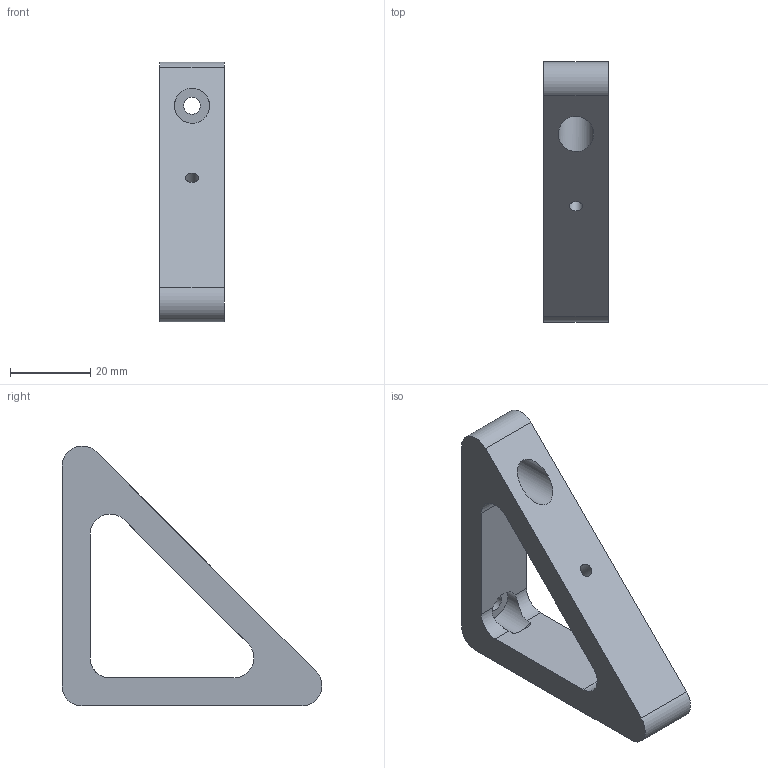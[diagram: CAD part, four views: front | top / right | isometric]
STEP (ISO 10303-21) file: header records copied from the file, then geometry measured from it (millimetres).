
FILE_DESCRIPTION(('FreeCAD Model'),'2;1');
FILE_NAME('Open CASCADE Shape Model','2022-04-22T18:56:14',('Author'),( ''),'Open CASCADE STEP processor 7.5','FreeCAD','Unknown');
FILE_SCHEMA(('AUTOMOTIVE_DESIGN { 1 0 10303 214 1 1 1 1 }'));
Length unit declared in the file: millimetre
Products named in the file (1): lcd.stand
Bounding box: 16 x 64.92 x 64.92 mm (x, y, z)
Volume: 21706.8 mm3; surface area: 9188.3 mm2
Topology: 1 solids, 1 shells, 31 faces, 81 edges, 54 vertices
Faces by surface type: plane 18, cylinder 12, torus 1
Full cylindrical faces by diameter (mm): 3.2 x1, 4.2 x2, 8.8 x2
Entity records: 2401 total; most frequent: CARTESIAN_POINT 766, DIRECTION 291, ORIENTED_EDGE 162, LINE 162, VECTOR 162, PCURVE 162, DEFINITIONAL_REPRESENTATION 162, EDGE_CURVE 81
